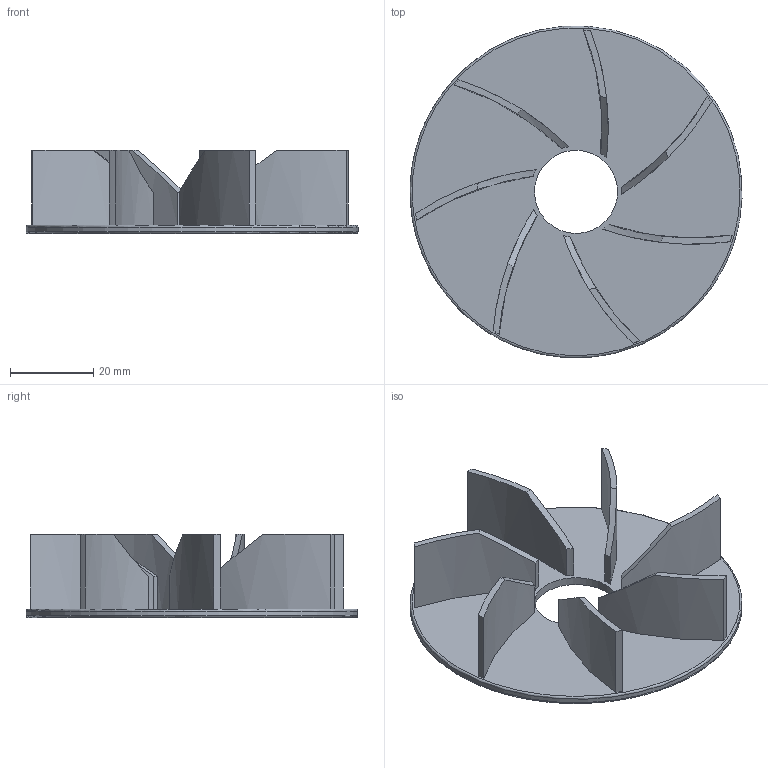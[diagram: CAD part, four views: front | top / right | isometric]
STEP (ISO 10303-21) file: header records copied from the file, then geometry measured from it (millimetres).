
FILE_DESCRIPTION(('THIS FILE CONTAINS SOME STEP INSTANCES'),'1');
FILE_NAME('wirnik.stp','2013-10-17T21:52:19',('UNDEFINED'),('UNDEFINED'),'T-FLEX CAD STEP converter','T-FLEX CAD','');
FILE_SCHEMA(('CONFIG_CONTROL_DESIGN'));
Length unit declared in the file: metre
Products named in the file (2): wirnik; Geometria_2
Assembly tree (1 placements, depth 2):
  wirnik
    Geometria_2
Bounding box: 79.97 x 79.88 x 20 mm (x, y, z)
Volume: 14456.1 mm3; surface area: 17044.2 mm2
Topology: 1 solids, 1 shells, 48 faces, 115 edges, 76 vertices
Faces by surface type: cylinder 30, plane 9, cone 7, torus 2
Full cylindrical faces by diameter (mm): 20 x1, 80 x1
Entity records: 1719 total; most frequent: CARTESIAN_POINT 575, DIRECTION 242, ORIENTED_EDGE 230, EDGE_CURVE 115, AXIS2_PLACEMENT_3D 106, VERTEX_POINT 76, CIRCLE 60, EDGE_LOOP 57
